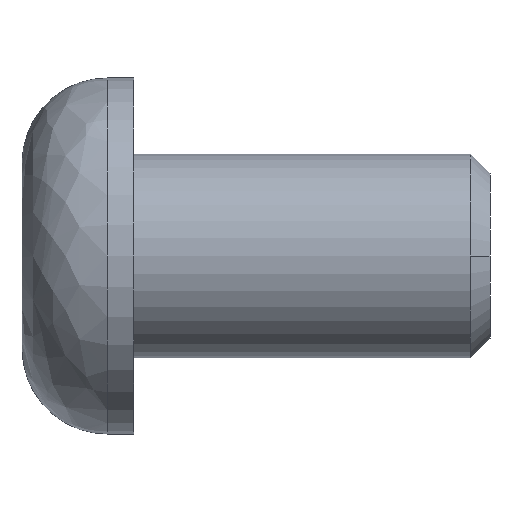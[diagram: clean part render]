
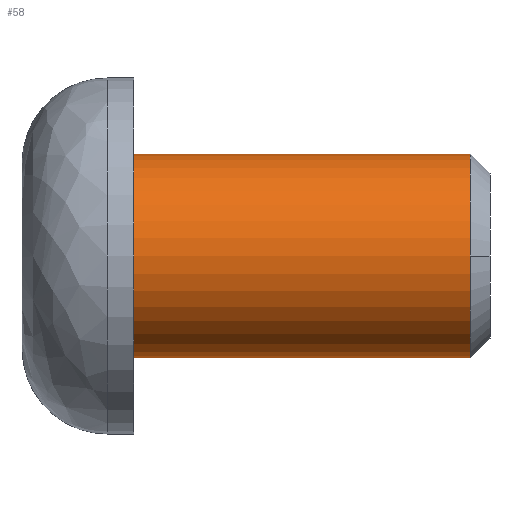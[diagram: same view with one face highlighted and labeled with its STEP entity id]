
A CAD part, front view. The second image highlights one B-rep face of the part: STEP entity #58.
In plain terms, the highlighted cylindrical face has radius 4 mm (diameter 8 mm), a partial arc.
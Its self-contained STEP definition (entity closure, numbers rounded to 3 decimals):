
#12 = LINE ( 'NONE', #221, #518 ) ;
#16 = CARTESIAN_POINT ( 'NONE',  ( 0., 0., 0. ) ) ;
#35 = CYLINDRICAL_SURFACE ( 'NONE', #84, 4. ) ;
#37 = VERTEX_POINT ( 'NONE', #180 ) ;
#44 = CARTESIAN_POINT ( 'NONE',  ( 13.233, 0., 0. ) ) ;
#58 = ADVANCED_FACE ( 'NONE', ( #608 ), #35, .T. ) ;
#70 = DIRECTION ( 'NONE',  ( 1., 0., 0. ) ) ;
#82 = CARTESIAN_POINT ( 'NONE',  ( 10.25, 0., 0. ) ) ;
#84 = AXIS2_PLACEMENT_3D ( 'NONE', #82, #142, #332 ) ;
#85 = CIRCLE ( 'NONE', #236, 4. ) ;
#96 = EDGE_CURVE ( 'NONE', #507, #163, #85, .T. ) ;
#99 = DIRECTION ( 'NONE',  ( 0., 0., 1. ) ) ;
#102 = DIRECTION ( 'NONE',  ( -1., 0., 0. ) ) ;
#120 = DIRECTION ( 'NONE',  ( 0., 0., 1. ) ) ;
#142 = DIRECTION ( 'NONE',  ( -1., 0., 0. ) ) ;
#154 = CIRCLE ( 'NONE', #411, 4. ) ;
#156 = ORIENTED_EDGE ( 'NONE', *, *, #219, .T. ) ;
#159 = CARTESIAN_POINT ( 'NONE',  ( 10.25, 0., -4. ) ) ;
#163 = VERTEX_POINT ( 'NONE', #166 ) ;
#166 = CARTESIAN_POINT ( 'NONE',  ( 13.233, 0., 4. ) ) ;
#174 = EDGE_CURVE ( 'NONE', #397, #269, #154, .T. ) ;
#177 = ORIENTED_EDGE ( 'NONE', *, *, #96, .T. ) ;
#180 = CARTESIAN_POINT ( 'NONE',  ( 13.233, 0., -4. ) ) ;
#202 = ORIENTED_EDGE ( 'NONE', *, *, #549, .F. ) ;
#219 = EDGE_CURVE ( 'NONE', #163, #397, #12, .T. ) ;
#221 = CARTESIAN_POINT ( 'NONE',  ( 10.25, 0., 4. ) ) ;
#236 = AXIS2_PLACEMENT_3D ( 'NONE', #262, #102, #352 ) ;
#254 = DIRECTION ( 'NONE',  ( -1., 0., 0. ) ) ;
#262 = CARTESIAN_POINT ( 'NONE',  ( 13.233, 0., 0. ) ) ;
#269 = VERTEX_POINT ( 'NONE', #600 ) ;
#330 = VECTOR ( 'NONE', #254, 1000. ) ;
#332 = DIRECTION ( 'NONE',  ( 0., 0., 1. ) ) ;
#342 = DIRECTION ( 'NONE',  ( -1., 0., 0. ) ) ;
#352 = DIRECTION ( 'NONE',  ( 0., 0., 1. ) ) ;
#356 = EDGE_LOOP ( 'NONE', ( #202, #618, #177, #156, #456 ) ) ;
#365 = DIRECTION ( 'NONE',  ( -1., 0., 0. ) ) ;
#397 = VERTEX_POINT ( 'NONE', #565 ) ;
#411 = AXIS2_PLACEMENT_3D ( 'NONE', #16, #70, #120 ) ;
#445 = CIRCLE ( 'NONE', #613, 4. ) ;
#456 = ORIENTED_EDGE ( 'NONE', *, *, #174, .T. ) ;
#507 = VERTEX_POINT ( 'NONE', #627 ) ;
#518 = VECTOR ( 'NONE', #365, 1000. ) ;
#549 = EDGE_CURVE ( 'NONE', #37, #269, #585, .T. ) ;
#559 = EDGE_CURVE ( 'NONE', #37, #507, #445, .T. ) ;
#565 = CARTESIAN_POINT ( 'NONE',  ( 0., 0., 4. ) ) ;
#585 = LINE ( 'NONE', #159, #330 ) ;
#600 = CARTESIAN_POINT ( 'NONE',  ( 0., 0., -4. ) ) ;
#608 = FACE_OUTER_BOUND ( 'NONE', #356, .T. ) ;
#613 = AXIS2_PLACEMENT_3D ( 'NONE', #44, #342, #99 ) ;
#618 = ORIENTED_EDGE ( 'NONE', *, *, #559, .T. ) ;
#627 = CARTESIAN_POINT ( 'NONE',  ( 13.233, -4., 0. ) ) ;
